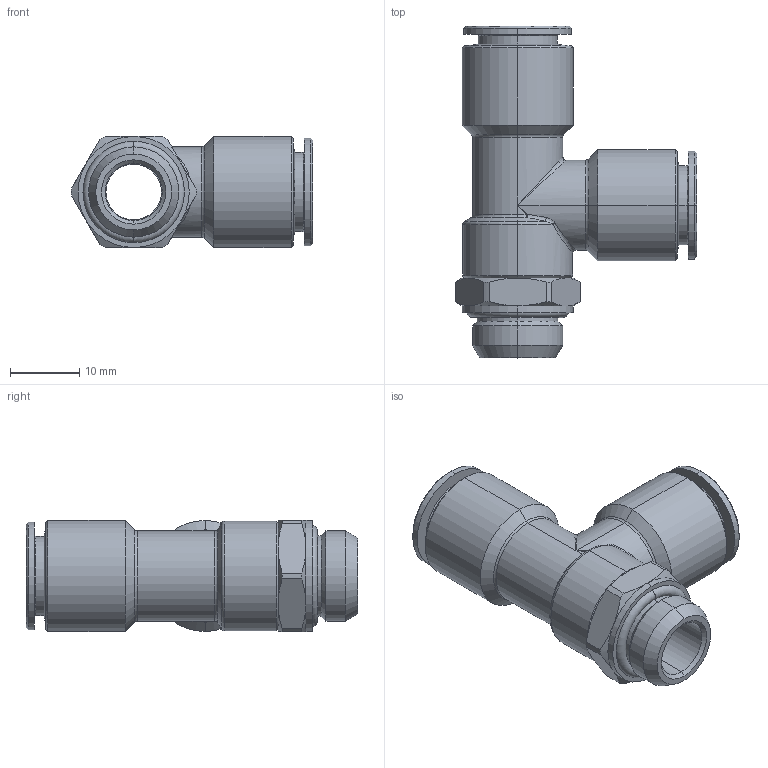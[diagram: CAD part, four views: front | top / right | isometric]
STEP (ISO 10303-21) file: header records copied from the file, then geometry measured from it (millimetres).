
FILE_DESCRIPTION (( 'STEP AP203' ), '1' );
FILE_NAME ('A0140052.STEP', '2009-11-27T15:14:48', ( 'Gabriele' ), ( 'C.Matic srl' ), 'SwSTEP 2.0', 'SolidWorks 2009', '' );
FILE_SCHEMA (( 'CONFIG_CONTROL_DESIGN' ));
Length unit declared in the file: millimetre
Products named in the file (1): A0140052
Bounding box: 34.8 x 47.8 x 16 mm (x, y, z)
Volume: 6811.1 mm3; surface area: 5803.7 mm2
Topology: 1 solids, 1 shells, 140 faces, 306 edges, 170 vertices
Faces by surface type: cone 51, cylinder 46, plane 19, torus 12, bspline 8, sphere 4
Entity records: 4750 total; most frequent: CARTESIAN_POINT 1639, DIRECTION 688, ORIENTED_EDGE 604, EDGE_CURVE 302, AXIS2_PLACEMENT_3D 297, VERTEX_POINT 170, CIRCLE 164, EDGE_LOOP 150
